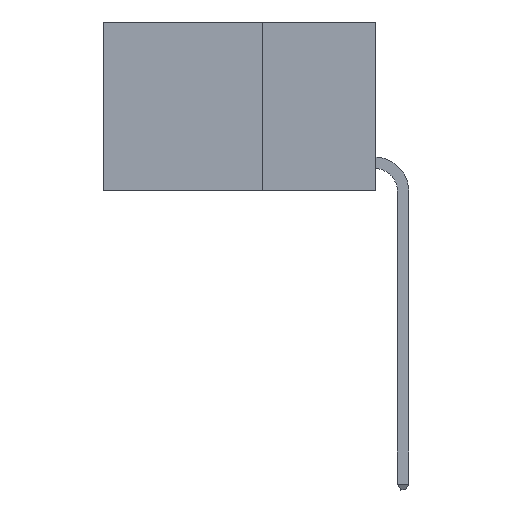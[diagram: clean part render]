
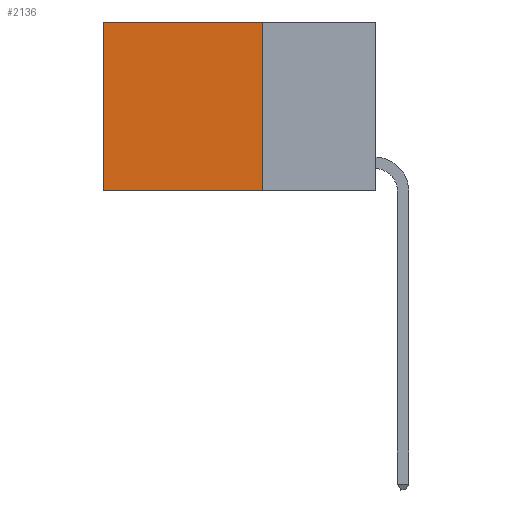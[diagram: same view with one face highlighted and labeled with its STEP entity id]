
A CAD part, left-side view. The second image highlights one B-rep face of the part: STEP entity #2136.
In plain terms, the highlighted planar face has unit normal (-1, 0, 0).
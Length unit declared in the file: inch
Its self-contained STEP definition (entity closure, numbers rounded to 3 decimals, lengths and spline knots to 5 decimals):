
#217 = CARTESIAN_POINT ( 'NONE',  ( 0.2625, 0.25, 0. ) ) ;
#299 = ORIENTED_EDGE ( 'NONE', *, *, #2466, .F. ) ;
#391 = EDGE_CURVE ( 'NONE', #8075, #12953, #7687, .T. ) ;
#681 = CARTESIAN_POINT ( 'NONE',  ( 0.2625, 0.6, 0. ) ) ;
#1035 = DIRECTION ( 'NONE',  ( 0., 0., -1. ) ) ;
#1323 = LINE ( 'NONE', #10488, #7095 ) ;
#2107 = EDGE_CURVE ( 'NONE', #6434, #12478, #1323, .T. ) ;
#2136 = ADVANCED_FACE ( 'NONE', ( #6872 ), #4602, .F. ) ;
#2300 = DIRECTION ( 'NONE',  ( 0., 1., 0. ) ) ;
#2425 = DIRECTION ( 'NONE',  ( 0., 0., -1. ) ) ;
#2466 = EDGE_CURVE ( 'NONE', #12478, #12953, #5617, .T. ) ;
#3291 = VECTOR ( 'NONE', #2300, 39.37008 ) ;
#4167 = CARTESIAN_POINT ( 'NONE',  ( 0.2625, 0.6, -0.37 ) ) ;
#4602 = PLANE ( 'NONE',  #8729 ) ;
#5512 = LINE ( 'NONE', #12308, #3291 ) ;
#5617 = LINE ( 'NONE', #14306, #10646 ) ;
#6434 = VERTEX_POINT ( 'NONE', #13148 ) ;
#6600 = CARTESIAN_POINT ( 'NONE',  ( 0.2625, 0.6, 0. ) ) ;
#6872 = FACE_OUTER_BOUND ( 'NONE', #7237, .T. ) ;
#7095 = VECTOR ( 'NONE', #13729, 39.37008 ) ;
#7237 = EDGE_LOOP ( 'NONE', ( #8340, #299, #12256, #11348 ) ) ;
#7620 = VECTOR ( 'NONE', #1035, 39.37008 ) ;
#7661 = DIRECTION ( 'NONE',  ( 0., 1., 0. ) ) ;
#7687 = LINE ( 'NONE', #6600, #7620 ) ;
#7970 = DIRECTION ( 'NONE',  ( 1., 0., 0. ) ) ;
#8075 = VERTEX_POINT ( 'NONE', #681 ) ;
#8340 = ORIENTED_EDGE ( 'NONE', *, *, #391, .T. ) ;
#8368 = CARTESIAN_POINT ( 'NONE',  ( 0.2625, 0.25, -0.37 ) ) ;
#8729 = AXIS2_PLACEMENT_3D ( 'NONE', #217, #7970, #2425 ) ;
#10488 = CARTESIAN_POINT ( 'NONE',  ( 0.2625, 0.25, 0. ) ) ;
#10646 = VECTOR ( 'NONE', #7661, 39.37008 ) ;
#11348 = ORIENTED_EDGE ( 'NONE', *, *, #12186, .T. ) ;
#12186 = EDGE_CURVE ( 'NONE', #6434, #8075, #5512, .T. ) ;
#12256 = ORIENTED_EDGE ( 'NONE', *, *, #2107, .F. ) ;
#12308 = CARTESIAN_POINT ( 'NONE',  ( 0.2625, 0.25, 0. ) ) ;
#12478 = VERTEX_POINT ( 'NONE', #8368 ) ;
#12953 = VERTEX_POINT ( 'NONE', #4167 ) ;
#13148 = CARTESIAN_POINT ( 'NONE',  ( 0.2625, 0.25, 0. ) ) ;
#13729 = DIRECTION ( 'NONE',  ( 0., 0., -1. ) ) ;
#14306 = CARTESIAN_POINT ( 'NONE',  ( 0.2625, 0.25, -0.37 ) ) ;
